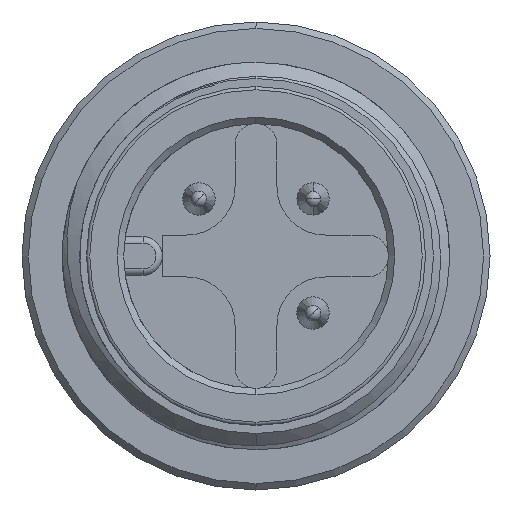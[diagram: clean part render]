
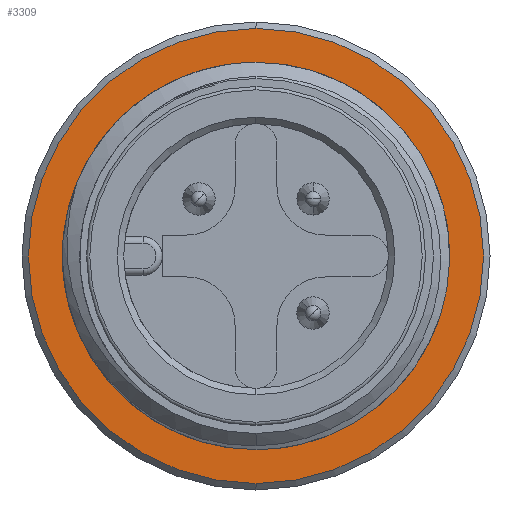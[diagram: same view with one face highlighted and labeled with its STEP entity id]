
A CAD part, left-side view. The second image highlights one B-rep face of the part: STEP entity #3309.
In plain terms, the highlighted planar face has unit normal (-1, 0, 0).
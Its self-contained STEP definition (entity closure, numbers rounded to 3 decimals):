
#300 = DIRECTION ( 'NONE',  ( 0., 0., -1. ) ) ;
#399 = AXIS2_PLACEMENT_3D ( 'NONE', #1269, #779, #4506 ) ;
#407 = VERTEX_POINT ( 'NONE', #893 ) ;
#764 = DIRECTION ( 'NONE',  ( 0., 0., -1. ) ) ;
#779 = DIRECTION ( 'NONE',  ( -1., 0., 0. ) ) ;
#893 = CARTESIAN_POINT ( 'NONE',  ( 7.3, 0., 6. ) ) ;
#1148 = ORIENTED_EDGE ( 'NONE', *, *, #3058, .T. ) ;
#1156 = AXIS2_PLACEMENT_3D ( 'NONE', #3186, #1849, #1415 ) ;
#1269 = CARTESIAN_POINT ( 'NONE',  ( 7.3, 0., 0. ) ) ;
#1309 = VERTEX_POINT ( 'NONE', #3185 ) ;
#1325 = CIRCLE ( 'NONE', #2295, 7.05 ) ;
#1415 = DIRECTION ( 'NONE',  ( 0., 0., -1. ) ) ;
#1808 = DIRECTION ( 'NONE',  ( -1., 0., 0. ) ) ;
#1849 = DIRECTION ( 'NONE',  ( 1., 0., 0. ) ) ;
#2082 = EDGE_LOOP ( 'NONE', ( #2247, #5823 ) ) ;
#2128 = EDGE_CURVE ( 'NONE', #5189, #407, #4733, .T. ) ;
#2247 = ORIENTED_EDGE ( 'NONE', *, *, #3291, .F. ) ;
#2295 = AXIS2_PLACEMENT_3D ( 'NONE', #3270, #2444, #764 ) ;
#2444 = DIRECTION ( 'NONE',  ( -1., 0., 0. ) ) ;
#2539 = DIRECTION ( 'NONE',  ( -1., 0., 0. ) ) ;
#2699 = AXIS2_PLACEMENT_3D ( 'NONE', #3038, #2539, #300 ) ;
#2769 = EDGE_LOOP ( 'NONE', ( #3748, #1148 ) ) ;
#2799 = DIRECTION ( 'NONE',  ( 0., 0., 1. ) ) ;
#3038 = CARTESIAN_POINT ( 'NONE',  ( 7.3, 0., 0. ) ) ;
#3058 = EDGE_CURVE ( 'NONE', #1309, #4465, #1325, .T. ) ;
#3185 = CARTESIAN_POINT ( 'NONE',  ( 7.3, 0., 7.05 ) ) ;
#3186 = CARTESIAN_POINT ( 'NONE',  ( 7.3, 6., 0. ) ) ;
#3270 = CARTESIAN_POINT ( 'NONE',  ( 7.3, 0., 0. ) ) ;
#3291 = EDGE_CURVE ( 'NONE', #407, #5189, #3785, .T. ) ;
#3309 = ADVANCED_FACE ( 'NONE', ( #4059, #5843 ), #5552, .F. ) ;
#3335 = CARTESIAN_POINT ( 'NONE',  ( 7.3, 0., -6. ) ) ;
#3748 = ORIENTED_EDGE ( 'NONE', *, *, #4541, .T. ) ;
#3785 = CIRCLE ( 'NONE', #5287, 6. ) ;
#4059 = FACE_OUTER_BOUND ( 'NONE', #2769, .T. ) ;
#4408 = CIRCLE ( 'NONE', #2699, 7.05 ) ;
#4465 = VERTEX_POINT ( 'NONE', #5608 ) ;
#4506 = DIRECTION ( 'NONE',  ( 0., 0., 1. ) ) ;
#4541 = EDGE_CURVE ( 'NONE', #4465, #1309, #4408, .T. ) ;
#4733 = CIRCLE ( 'NONE', #399, 6. ) ;
#5081 = CARTESIAN_POINT ( 'NONE',  ( 7.3, 0., 0. ) ) ;
#5189 = VERTEX_POINT ( 'NONE', #3335 ) ;
#5287 = AXIS2_PLACEMENT_3D ( 'NONE', #5081, #1808, #2799 ) ;
#5552 = PLANE ( 'NONE',  #1156 ) ;
#5608 = CARTESIAN_POINT ( 'NONE',  ( 7.3, 0., -7.05 ) ) ;
#5823 = ORIENTED_EDGE ( 'NONE', *, *, #2128, .F. ) ;
#5843 = FACE_BOUND ( 'NONE', #2082, .T. ) ;
